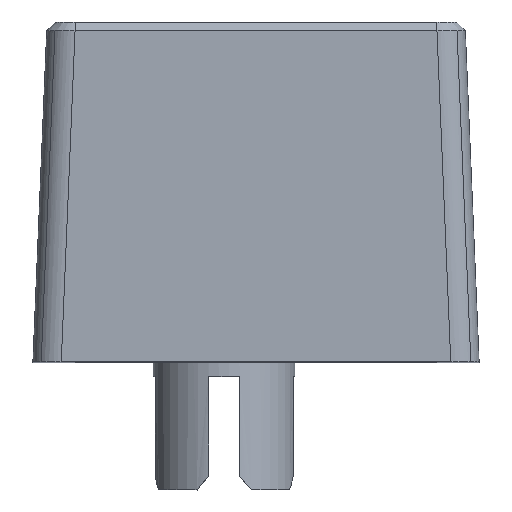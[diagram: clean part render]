
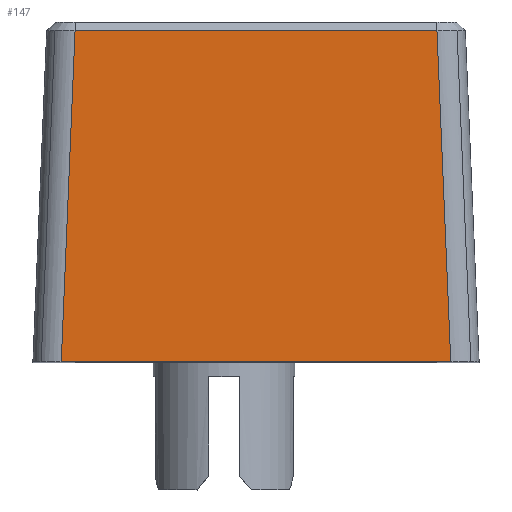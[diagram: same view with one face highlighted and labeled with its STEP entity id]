
A CAD part, top view. The second image highlights one B-rep face of the part: STEP entity #147.
In plain terms, the highlighted planar face has unit normal (0, 0, 1).
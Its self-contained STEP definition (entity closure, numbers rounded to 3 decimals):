
#147=ADVANCED_FACE('',(#311),#312,.F.);
#311=FACE_OUTER_BOUND('',#791,.T.);
#312=PLANE('',#792);
#791=EDGE_LOOP('',(#1574,#1575,#1576,#1577,#1578,#1579));
#792=AXIS2_PLACEMENT_3D('',#1580,#1581,#1582);
#1574=ORIENTED_EDGE('',*,*,#1878,.F.);
#1575=ORIENTED_EDGE('',*,*,#1740,.F.);
#1576=ORIENTED_EDGE('',*,*,#1951,.F.);
#1577=ORIENTED_EDGE('',*,*,#1952,.F.);
#1578=ORIENTED_EDGE('',*,*,#1869,.F.);
#1579=ORIENTED_EDGE('',*,*,#1866,.F.);
#1580=CARTESIAN_POINT('',(7.875,0.0,9.0));
#1581=DIRECTION('',(0.,0.,-1.));
#1582=DIRECTION('',(0.0,-1.,0.));
#1740=EDGE_CURVE('',#1989,#1991,#1992,.T.);
#1866=EDGE_CURVE('',#2209,#2211,#2212,.T.);
#1869=EDGE_CURVE('',#2211,#2204,#2216,.T.);
#1878=EDGE_CURVE('',#1991,#2209,#2230,.T.);
#1951=EDGE_CURVE('',#2342,#1989,#2343,.T.);
#1952=EDGE_CURVE('',#2204,#2342,#2344,.T.);
#1989=VERTEX_POINT('',#2398);
#1991=VERTEX_POINT('',#2400);
#1992=LINE('',#2401,#2402);
#2204=VERTEX_POINT('',#2702);
#2209=VERTEX_POINT('',#2712);
#2211=VERTEX_POINT('',#2715);
#2212=LINE('',#2716,#2717);
#2216=LINE('',#2723,#2724);
#2230=LINE('',#2747,#2748);
#2342=VERTEX_POINT('',#2958);
#2343=LINE('',#2959,#2960);
#2344=LINE('',#2961,#2962);
#2398=CARTESIAN_POINT('',(-6.874,0.0,9.0));
#2400=CARTESIAN_POINT('',(-6.387,11.7,9.));
#2401=CARTESIAN_POINT('',(-6.862,0.286,9.));
#2402=VECTOR('',#3051,10.0);
#2702=CARTESIAN_POINT('',(6.387,11.7,9.));
#2712=CARTESIAN_POINT('',(-6.374,11.7,9.));
#2715=CARTESIAN_POINT('',(6.374,11.7,9.));
#2716=CARTESIAN_POINT('',(3.938,11.7,9.));
#2717=VECTOR('',#3249,10.0);
#2723=CARTESIAN_POINT('',(6.374,11.7,9.));
#2724=VECTOR('',#3252,10.);
#2747=CARTESIAN_POINT('',(-6.387,11.7,9.));
#2748=VECTOR('',#3264,10.);
#2958=CARTESIAN_POINT('',(6.874,0.0,9.0));
#2959=CARTESIAN_POINT('',(7.875,0.0,9.0));
#2960=VECTOR('',#3358,10.0);
#2961=CARTESIAN_POINT('',(6.876,-0.042,9.));
#2962=VECTOR('',#3359,10.0);
#3051=DIRECTION('',(0.042,0.999,0.));
#3249=DIRECTION('',(1.0,0.,0.));
#3252=DIRECTION('',(1.,0.,0.));
#3264=DIRECTION('',(1.,0.,0.));
#3358=DIRECTION('',(-1.0,0.0,0.));
#3359=DIRECTION('',(0.042,-0.999,0.));
